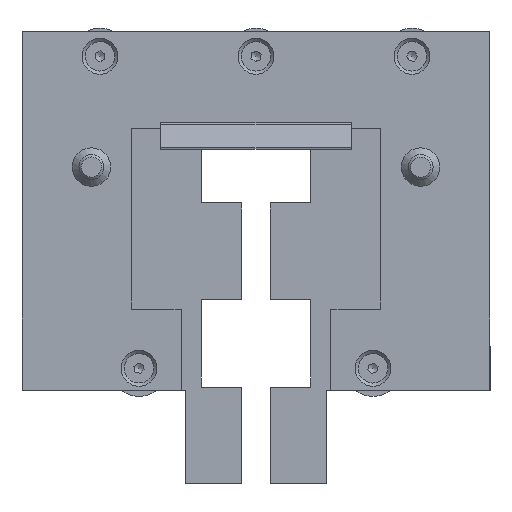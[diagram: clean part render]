
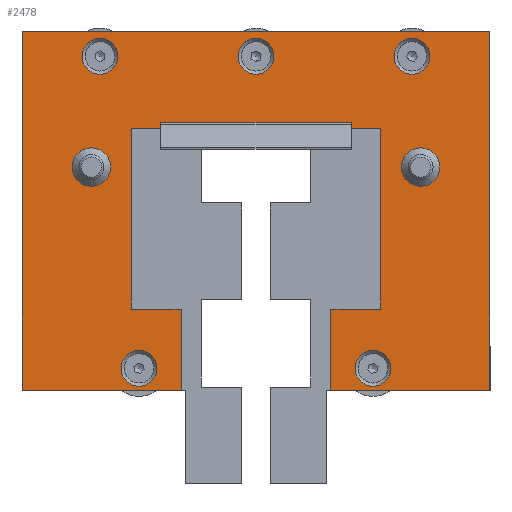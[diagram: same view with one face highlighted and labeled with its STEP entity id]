
A CAD part, front view. The second image highlights one B-rep face of the part: STEP entity #2478.
In plain terms, the highlighted planar face has unit normal (0, -1, 0).
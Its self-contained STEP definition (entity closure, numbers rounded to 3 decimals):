
#267=FACE_BOUND('',#519,.T.);
#268=FACE_BOUND('',#520,.T.);
#269=FACE_BOUND('',#521,.T.);
#270=FACE_BOUND('',#522,.T.);
#271=FACE_BOUND('',#523,.T.);
#272=FACE_BOUND('',#524,.T.);
#273=FACE_BOUND('',#525,.T.);
#297=PLANE('',#2826);
#385=FACE_OUTER_BOUND('',#518,.T.);
#518=EDGE_LOOP('',(#1794,#1795,#1796,#1797,#1798,#1799,#1800,#1801,#1802,
#1803,#1804,#1805));
#519=EDGE_LOOP('',(#1806));
#520=EDGE_LOOP('',(#1807));
#521=EDGE_LOOP('',(#1808));
#522=EDGE_LOOP('',(#1809));
#523=EDGE_LOOP('',(#1810));
#524=EDGE_LOOP('',(#1811));
#525=EDGE_LOOP('',(#1812));
#681=LINE('',#3855,#903);
#682=LINE('',#3857,#904);
#683=LINE('',#3859,#905);
#684=LINE('',#3861,#906);
#685=LINE('',#3863,#907);
#686=LINE('',#3865,#908);
#687=LINE('',#3867,#909);
#688=LINE('',#3869,#910);
#689=LINE('',#3871,#911);
#690=LINE('',#3873,#912);
#691=LINE('',#3875,#913);
#692=LINE('',#3876,#914);
#903=VECTOR('',#3119,10.);
#904=VECTOR('',#3120,10.);
#905=VECTOR('',#3121,10.);
#906=VECTOR('',#3122,10.);
#907=VECTOR('',#3123,10.);
#908=VECTOR('',#3124,10.);
#909=VECTOR('',#3125,10.);
#910=VECTOR('',#3126,10.);
#911=VECTOR('',#3127,10.);
#912=VECTOR('',#3128,10.);
#913=VECTOR('',#3129,10.);
#914=VECTOR('',#3130,10.);
#1119=CIRCLE('',#2807,6.15);
#1121=CIRCLE('',#2810,6.15);
#1122=CIRCLE('',#2812,5.75);
#1124=CIRCLE('',#2815,5.75);
#1126=CIRCLE('',#2818,5.75);
#1128=CIRCLE('',#2821,5.75);
#1130=CIRCLE('',#2824,5.75);
#1204=VERTEX_POINT('',#3813);
#1206=VERTEX_POINT('',#3819);
#1207=VERTEX_POINT('',#3823);
#1209=VERTEX_POINT('',#3829);
#1211=VERTEX_POINT('',#3835);
#1213=VERTEX_POINT('',#3841);
#1215=VERTEX_POINT('',#3847);
#1217=VERTEX_POINT('',#3853);
#1218=VERTEX_POINT('',#3854);
#1219=VERTEX_POINT('',#3856);
#1220=VERTEX_POINT('',#3858);
#1221=VERTEX_POINT('',#3860);
#1222=VERTEX_POINT('',#3862);
#1223=VERTEX_POINT('',#3864);
#1224=VERTEX_POINT('',#3866);
#1225=VERTEX_POINT('',#3868);
#1226=VERTEX_POINT('',#3870);
#1227=VERTEX_POINT('',#3872);
#1228=VERTEX_POINT('',#3874);
#1429=EDGE_CURVE('',#1204,#1204,#1119,.T.);
#1432=EDGE_CURVE('',#1206,#1206,#1121,.T.);
#1433=EDGE_CURVE('',#1207,#1207,#1122,.T.);
#1436=EDGE_CURVE('',#1209,#1209,#1124,.T.);
#1439=EDGE_CURVE('',#1211,#1211,#1126,.T.);
#1442=EDGE_CURVE('',#1213,#1213,#1128,.T.);
#1445=EDGE_CURVE('',#1215,#1215,#1130,.T.);
#1448=EDGE_CURVE('',#1217,#1218,#681,.T.);
#1449=EDGE_CURVE('',#1218,#1219,#682,.T.);
#1450=EDGE_CURVE('',#1219,#1220,#683,.T.);
#1451=EDGE_CURVE('',#1220,#1221,#684,.T.);
#1452=EDGE_CURVE('',#1221,#1222,#685,.T.);
#1453=EDGE_CURVE('',#1222,#1223,#686,.T.);
#1454=EDGE_CURVE('',#1223,#1224,#687,.T.);
#1455=EDGE_CURVE('',#1224,#1225,#688,.T.);
#1456=EDGE_CURVE('',#1225,#1226,#689,.T.);
#1457=EDGE_CURVE('',#1226,#1227,#690,.T.);
#1458=EDGE_CURVE('',#1227,#1228,#691,.T.);
#1459=EDGE_CURVE('',#1228,#1217,#692,.T.);
#1794=ORIENTED_EDGE('',*,*,#1448,.T.);
#1795=ORIENTED_EDGE('',*,*,#1449,.T.);
#1796=ORIENTED_EDGE('',*,*,#1450,.T.);
#1797=ORIENTED_EDGE('',*,*,#1451,.T.);
#1798=ORIENTED_EDGE('',*,*,#1452,.T.);
#1799=ORIENTED_EDGE('',*,*,#1453,.T.);
#1800=ORIENTED_EDGE('',*,*,#1454,.T.);
#1801=ORIENTED_EDGE('',*,*,#1455,.T.);
#1802=ORIENTED_EDGE('',*,*,#1456,.T.);
#1803=ORIENTED_EDGE('',*,*,#1457,.T.);
#1804=ORIENTED_EDGE('',*,*,#1458,.T.);
#1805=ORIENTED_EDGE('',*,*,#1459,.T.);
#1806=ORIENTED_EDGE('',*,*,#1429,.T.);
#1807=ORIENTED_EDGE('',*,*,#1432,.T.);
#1808=ORIENTED_EDGE('',*,*,#1433,.T.);
#1809=ORIENTED_EDGE('',*,*,#1436,.T.);
#1810=ORIENTED_EDGE('',*,*,#1439,.T.);
#1811=ORIENTED_EDGE('',*,*,#1442,.T.);
#1812=ORIENTED_EDGE('',*,*,#1445,.T.);
#2478=ADVANCED_FACE('',(#385,#267,#268,#269,#270,#271,#272,#273),#297,.T.);
#2807=AXIS2_PLACEMENT_3D('',#3815,#3073,#3074);
#2810=AXIS2_PLACEMENT_3D('',#3821,#3080,#3081);
#2812=AXIS2_PLACEMENT_3D('',#3824,#3084,#3085);
#2815=AXIS2_PLACEMENT_3D('',#3830,#3091,#3092);
#2818=AXIS2_PLACEMENT_3D('',#3836,#3098,#3099);
#2821=AXIS2_PLACEMENT_3D('',#3842,#3105,#3106);
#2824=AXIS2_PLACEMENT_3D('',#3848,#3112,#3113);
#2826=AXIS2_PLACEMENT_3D('',#3852,#3117,#3118);
#3073=DIRECTION('center_axis',(0.,1.,0.));
#3074=DIRECTION('ref_axis',(1.,0.,0.));
#3080=DIRECTION('center_axis',(0.,1.,0.));
#3081=DIRECTION('ref_axis',(1.,0.,0.));
#3084=DIRECTION('center_axis',(0.,1.,0.));
#3085=DIRECTION('ref_axis',(1.,0.,0.));
#3091=DIRECTION('center_axis',(0.,1.,0.));
#3092=DIRECTION('ref_axis',(1.,0.,0.));
#3098=DIRECTION('center_axis',(0.,1.,0.));
#3099=DIRECTION('ref_axis',(1.,0.,0.));
#3105=DIRECTION('center_axis',(0.,1.,0.));
#3106=DIRECTION('ref_axis',(1.,0.,0.));
#3112=DIRECTION('center_axis',(0.,1.,0.));
#3113=DIRECTION('ref_axis',(1.,0.,0.));
#3117=DIRECTION('center_axis',(0.,-1.,0.));
#3118=DIRECTION('ref_axis',(0.,0.,-1.));
#3119=DIRECTION('',(0.,0.,1.));
#3120=DIRECTION('',(1.,0.,0.));
#3121=DIRECTION('',(0.,0.,-1.));
#3122=DIRECTION('',(-1.,0.,0.));
#3123=DIRECTION('',(0.,0.,-1.));
#3124=DIRECTION('',(1.,0.,0.));
#3125=DIRECTION('',(0.,0.,1.));
#3126=DIRECTION('',(-1.,0.,0.));
#3127=DIRECTION('',(0.,0.,-1.));
#3128=DIRECTION('',(1.,0.,0.));
#3129=DIRECTION('',(0.,0.,1.));
#3130=DIRECTION('',(-1.,0.,0.));
#3813=CARTESIAN_POINT('',(46.6,-1.5,14.));
#3815=CARTESIAN_POINT('Origin',(52.75,-1.5,14.));
#3819=CARTESIAN_POINT('',(-58.9,-1.5,14.));
#3821=CARTESIAN_POINT('Origin',(-52.75,-1.5,14.));
#3823=CARTESIAN_POINT('',(-43.25,-1.5,-50.5));
#3824=CARTESIAN_POINT('Origin',(-37.5,-1.5,-50.5));
#3829=CARTESIAN_POINT('',(44.25,-1.5,49.5));
#3830=CARTESIAN_POINT('Origin',(50.,-1.5,49.5));
#3835=CARTESIAN_POINT('',(-5.75,-1.5,49.5));
#3836=CARTESIAN_POINT('Origin',(0.,-1.5,49.5));
#3841=CARTESIAN_POINT('',(-55.75,-1.5,49.5));
#3842=CARTESIAN_POINT('Origin',(-50.,-1.5,49.5));
#3847=CARTESIAN_POINT('',(31.75,-1.5,-50.5));
#3848=CARTESIAN_POINT('Origin',(37.5,-1.5,-50.5));
#3852=CARTESIAN_POINT('Origin',(0.,-1.5,0.));
#3853=CARTESIAN_POINT('',(-40.,-1.5,-31.5));
#3854=CARTESIAN_POINT('',(-40.,-1.5,26.5));
#3855=CARTESIAN_POINT('',(-40.,-1.5,26.5));
#3856=CARTESIAN_POINT('',(40.,-1.5,26.5));
#3857=CARTESIAN_POINT('',(40.,-1.5,26.5));
#3858=CARTESIAN_POINT('',(40.,-1.5,-31.5));
#3859=CARTESIAN_POINT('',(40.,-1.5,-31.5));
#3860=CARTESIAN_POINT('',(24.,-1.5,-31.5));
#3861=CARTESIAN_POINT('',(24.,-1.5,-31.5));
#3862=CARTESIAN_POINT('',(24.,-1.5,-57.5));
#3863=CARTESIAN_POINT('',(24.,-1.5,-57.5));
#3864=CARTESIAN_POINT('',(75.,-1.5,-57.5));
#3865=CARTESIAN_POINT('',(75.,-1.5,-57.5));
#3866=CARTESIAN_POINT('',(75.,-1.5,57.5));
#3867=CARTESIAN_POINT('',(75.,-1.5,57.5));
#3868=CARTESIAN_POINT('',(-75.,-1.5,57.5));
#3869=CARTESIAN_POINT('',(-75.,-1.5,57.5));
#3870=CARTESIAN_POINT('',(-75.,-1.5,-57.5));
#3871=CARTESIAN_POINT('',(-75.,-1.5,-57.5));
#3872=CARTESIAN_POINT('',(-24.,-1.5,-57.5));
#3873=CARTESIAN_POINT('',(-24.,-1.5,-57.5));
#3874=CARTESIAN_POINT('',(-24.,-1.5,-31.5));
#3875=CARTESIAN_POINT('',(-24.,-1.5,-31.5));
#3876=CARTESIAN_POINT('',(-40.,-1.5,-31.5));
